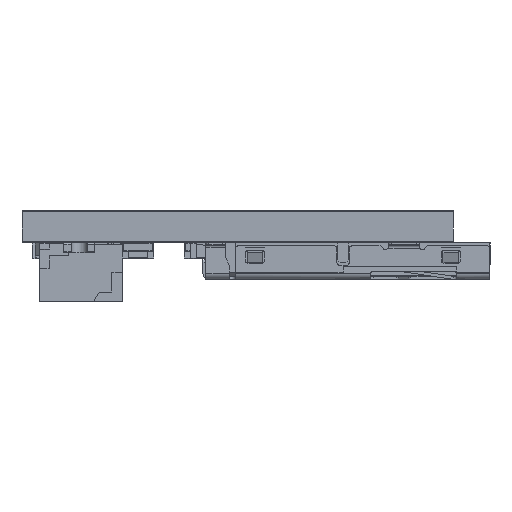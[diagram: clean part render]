
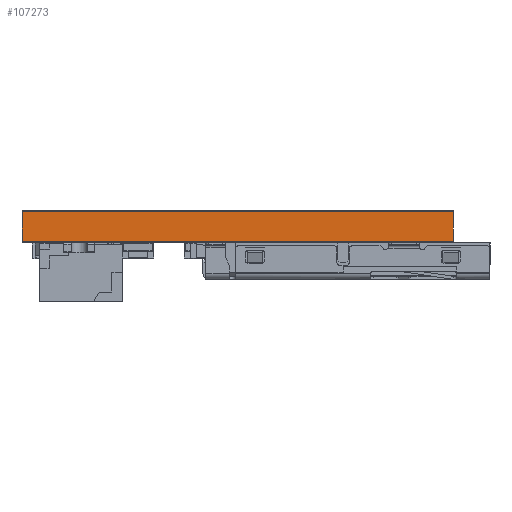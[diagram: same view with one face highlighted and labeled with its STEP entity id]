
A CAD part, left-side view. The second image highlights one B-rep face of the part: STEP entity #107273.
In plain terms, the highlighted planar face has unit normal (-1, 0, 0).
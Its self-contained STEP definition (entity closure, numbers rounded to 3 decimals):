
#107217 = VERTEX_POINT('',#107218);
#107218 = CARTESIAN_POINT('',(0.,0.,1.51));
#107224 = EDGE_CURVE('',#107225,#107217,#107227,.T.);
#107225 = VERTEX_POINT('',#107226);
#107226 = CARTESIAN_POINT('',(0.,-0.,0.));
#107227 = LINE('',#107228,#107229);
#107228 = CARTESIAN_POINT('',(0.,-0.,0.));
#107229 = VECTOR('',#107230,1.);
#107230 = DIRECTION('',(0.,0.,1.));
#107273 = ADVANCED_FACE('',(#107274),#107299,.T.);
#107274 = FACE_BOUND('',#107275,.T.);
#107275 = EDGE_LOOP('',(#107276,#107277,#107285,#107293));
#107276 = ORIENTED_EDGE('',*,*,#107224,.T.);
#107277 = ORIENTED_EDGE('',*,*,#107278,.T.);
#107278 = EDGE_CURVE('',#107217,#107279,#107281,.T.);
#107279 = VERTEX_POINT('',#107280);
#107280 = CARTESIAN_POINT('',(0.,22.,1.51));
#107281 = LINE('',#107282,#107283);
#107282 = CARTESIAN_POINT('',(0.,0.,1.51));
#107283 = VECTOR('',#107284,1.);
#107284 = DIRECTION('',(0.,1.,0.));
#107285 = ORIENTED_EDGE('',*,*,#107286,.F.);
#107286 = EDGE_CURVE('',#107287,#107279,#107289,.T.);
#107287 = VERTEX_POINT('',#107288);
#107288 = CARTESIAN_POINT('',(0.,22.,0.));
#107289 = LINE('',#107290,#107291);
#107290 = CARTESIAN_POINT('',(0.,22.,0.));
#107291 = VECTOR('',#107292,1.);
#107292 = DIRECTION('',(0.,0.,1.));
#107293 = ORIENTED_EDGE('',*,*,#107294,.F.);
#107294 = EDGE_CURVE('',#107225,#107287,#107295,.T.);
#107295 = LINE('',#107296,#107297);
#107296 = CARTESIAN_POINT('',(0.,-0.,0.));
#107297 = VECTOR('',#107298,1.);
#107298 = DIRECTION('',(0.,1.,0.));
#107299 = PLANE('',#107300);
#107300 = AXIS2_PLACEMENT_3D('',#107301,#107302,#107303);
#107301 = CARTESIAN_POINT('',(0.,0.,0.));
#107302 = DIRECTION('',(-1.,0.,0.));
#107303 = DIRECTION('',(0.,1.,0.));
